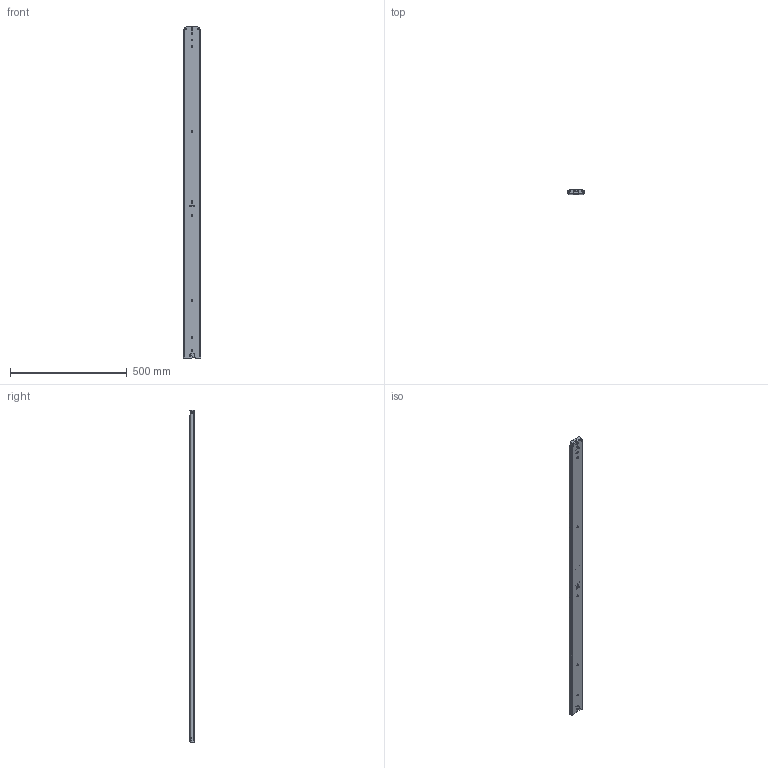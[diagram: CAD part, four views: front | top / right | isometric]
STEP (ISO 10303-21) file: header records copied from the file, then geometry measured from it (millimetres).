
FILE_DESCRIPTION((''),'2;1');
FILE_NAME('Schiene_1422_kpl.stp','2014-08-20T20:02:05',('Bj�rn Melches'),(''),'Autodesk Inventor 2012','Autodesk Inventor 2012','');
FILE_SCHEMA(('AUTOMOTIVE_DESIGN { 1 0 10303 214 1 1 1 1 }'));
Length unit declared in the file: millimetre
Products named in the file (12): Schiene_1422_kpl; Schiene breit 1424 mm; Schiene mittig 1424 mm kpl; Schiene mittig 1424 mm; Puffer groß; Freigeber groß; Schiene schmal 1424 mm kpl; Schiene schmal 1424 mm; Kugelhalter_1424_kpl; Kugelhalter_1424; Kugel_9; Rolle
Assembly tree (40 placements, depth 3):
  Schiene_1422_kpl
    Schiene breit 1424 mm
    Schiene mittig 1424 mm kpl
      Schiene mittig 1424 mm
      Puffer groß
      Freigeber groß
    Schiene schmal 1424 mm kpl
      Schiene schmal 1424 mm
    Kugelhalter_1424_kpl  x4
      Kugelhalter_1424
      Kugel_9
    Rolle  x2
Bounding box: 75.3 x 19.2 x 1422.4 mm (x, y, z)
Volume: 994196.4 mm3; surface area: 777565 mm2
Topology: 116 solids, 117 shells, 1038 faces, 3445 edges, 2207 vertices
Faces by surface type: cylinder 545, plane 383, sphere 106, cone 4
Full cylindrical faces by diameter (mm): 3 x1, 4 x1, 4.5 x1, 5 x2, 6 x1, 6.4 x1, 6.5 x9, 7.5 x6, 9 x106, 12 x1, 12.6 x1, 26 x2
Entity records: 24623 total; most frequent: CARTESIAN_POINT 5687, ORIENTED_EDGE 3932, DIRECTION 3845, EDGE_CURVE 1966, AXIS2_PLACEMENT_3D 1321, VERTEX_POINT 1311, VECTOR 1203, LINE 1203
